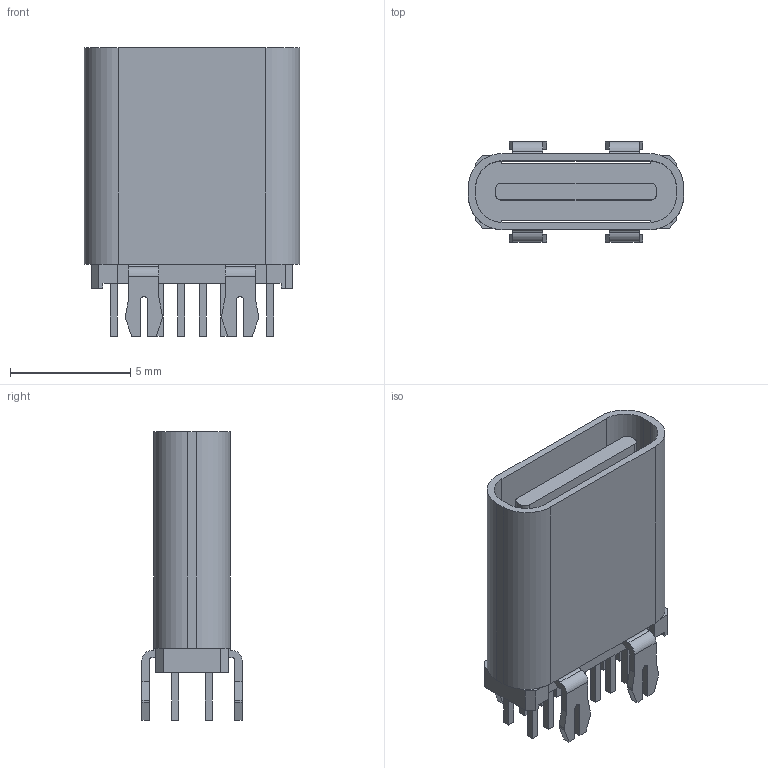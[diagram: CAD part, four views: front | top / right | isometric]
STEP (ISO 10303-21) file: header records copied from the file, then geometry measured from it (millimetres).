
FILE_DESCRIPTION (( 'STEP AP214' ), '1' );
FILE_NAME ('USBC_L-KLS-5459.STEP', '2024-11-13T14:04:53', ( '' ), ( '' ), 'SwSTEP 2.0', 'SolidWorks 2022', '' );
FILE_SCHEMA (( 'AUTOMOTIVE_DESIGN' ));
Length unit declared in the file: millimetre
Products named in the file (1): USBC_L-KLS-5459
Bounding box: 8.94 x 4.16 x 12 mm (x, y, z)
Volume: 120.4 mm3; surface area: 654.5 mm2
Topology: 16 solids, 16 shells, 216 faces, 536 edges, 352 vertices
Faces by surface type: plane 172, cylinder 44
Entity records: 7580 total; most frequent: CARTESIAN_POINT 1105, ORIENTED_EDGE 1072, DIRECTION 1058, EDGE_CURVE 536, LINE 448, VECTOR 448, VERTEX_POINT 352, AXIS2_PLACEMENT_3D 305
